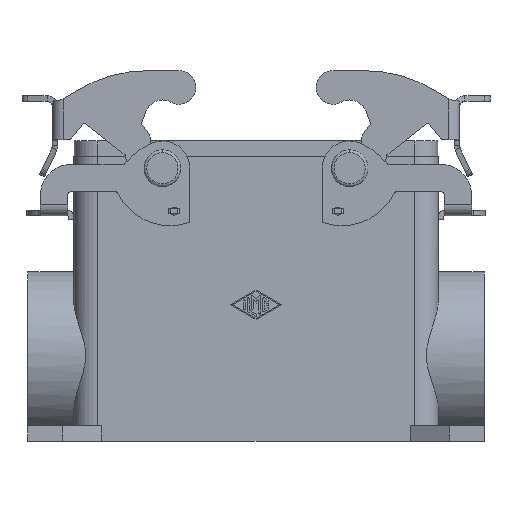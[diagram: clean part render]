
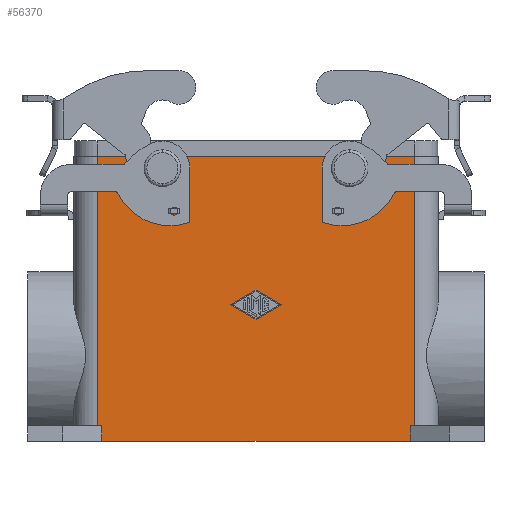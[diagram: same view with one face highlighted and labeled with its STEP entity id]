
A CAD part, front view. The second image highlights one B-rep face of the part: STEP entity #56370.
In plain terms, the highlighted planar face has unit normal (0, -1, 0).
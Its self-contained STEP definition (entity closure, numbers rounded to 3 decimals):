
#15620=CARTESIAN_POINT('',(0.,-22.25,1.5)
);
#15630=VERTEX_POINT('',#15620);
#15810=CARTESIAN_POINT('',(0.,-22.25,
-1.5));
#15820=VERTEX_POINT('',#15810);
#15850=CARTESIAN_POINT('',(0.,-22.25,0.));
#15860=DIRECTION('',(0.,1.,0.));
#15870=DIRECTION('',(0.,0.,1.));
#15880=AXIS2_PLACEMENT_3D('',#15850,#15860,#15870);
#15890=CIRCLE('',#15880,1.5);
#15900=EDGE_CURVE('',#15820,#15630,#15890,.T.);
#20740=CARTESIAN_POINT('',(-48.,-22.25,-1.5));
#20750=VERTEX_POINT('',#20740);
#20800=CARTESIAN_POINT('',(-48.,-22.25,0.));
#20810=DIRECTION('',(0.,1.,0.));
#20820=DIRECTION('',(0.,0.,1.));
#20830=AXIS2_PLACEMENT_3D('',#20800,#20810,#20820);
#20840=CIRCLE('',#20830,1.5);
#20850=CARTESIAN_POINT('',(-48.,-22.25,1.5));
#20860=VERTEX_POINT('',#20850);
#20870=EDGE_CURVE('',#20750,#20860,#20840,.T.);
#45970=CARTESIAN_POINT('',(-24.,-22.25,-38.749));
#45980=VERTEX_POINT('',#45970);
#46030=CARTESIAN_POINT('',(-24.,-22.25,-38.749));
#46040=DIRECTION('',(-0.866,0.,0.5));
#46050=VECTOR('',#46040,7.504);
#46060=LINE('',#46030,#46050);
#46070=CARTESIAN_POINT('',(-30.5,-22.25,-35.));
#46080=VERTEX_POINT('',#46070);
#46090=EDGE_CURVE('',#45980,#46080,#46060,.T.);
#46440=CARTESIAN_POINT('',(-17.5,-22.25,-35.));
#46450=VERTEX_POINT('',#46440);
#46500=CARTESIAN_POINT('',(-17.5,-22.25,-35.));
#46510=DIRECTION('',(-0.866,0.,-0.5));
#46520=VECTOR('',#46510,7.504);
#46530=LINE('',#46500,#46520);
#46540=EDGE_CURVE('',#46450,#45980,#46530,.T.);
#46820=CARTESIAN_POINT('',(-24.,-22.25,-31.251));
#46830=VERTEX_POINT('',#46820);
#46880=CARTESIAN_POINT('',(-24.,-22.25,-31.251));
#46890=DIRECTION('',(0.866,0.,-0.5));
#46900=VECTOR('',#46890,7.504);
#46910=LINE('',#46880,#46900);
#46920=EDGE_CURVE('',#46830,#46450,#46910,.T.);
#47170=CARTESIAN_POINT('',(-30.5,-22.25,-35.));
#47180=DIRECTION('',(0.866,0.,0.5));
#47190=VECTOR('',#47180,7.504);
#47200=LINE('',#47170,#47190);
#47210=EDGE_CURVE('',#46080,#46830,#47200,.T.);
#55500=CARTESIAN_POINT('',(15.5,-22.25,-70.));
#55510=DIRECTION('',(0.,-1.,0.));
#55520=DIRECTION('',(0.,0.,-1.));
#55530=AXIS2_PLACEMENT_3D('',#55500,#55510,#55520);
#55540=PLANE('',#55530);
#55550=CARTESIAN_POINT('',(-63.5,-22.25,-66.));
#55560=DIRECTION('',(-1.,0.,0.));
#55570=VECTOR('',#55560,1.25);
#55580=LINE('',#55550,#55570);
#55590=CARTESIAN_POINT('',(-63.5,-22.25,-66.));
#55600=VERTEX_POINT('',#55590);
#55610=CARTESIAN_POINT('',(-64.75,-22.25,-66.));
#55620=VERTEX_POINT('',#55610);
#55630=EDGE_CURVE('',#55600,#55620,#55580,.T.);
#55640=ORIENTED_EDGE('',*,*,#55630,.F.);
#55650=CARTESIAN_POINT('',(-64.75,-22.25,-66.));
#55660=DIRECTION('',(0.,0.,1.));
#55670=VECTOR('',#55660,69.);
#55680=LINE('',#55650,#55670);
#55690=CARTESIAN_POINT('',(-64.75,-22.25,3.));
#55700=VERTEX_POINT('',#55690);
#55710=EDGE_CURVE('',#55620,#55700,#55680,.T.);
#55720=ORIENTED_EDGE('',*,*,#55710,.F.);
#55730=CARTESIAN_POINT('',(16.75,-22.25,3.));
#55740=DIRECTION('',(-1.,0.,0.));
#55750=VECTOR('',#55740,81.5);
#55760=LINE('',#55730,#55750);
#55770=CARTESIAN_POINT('',(16.75,-22.25,3.));
#55780=VERTEX_POINT('',#55770);
#55790=EDGE_CURVE('',#55780,#55700,#55760,.T.);
#55800=ORIENTED_EDGE('',*,*,#55790,.T.);
#55810=CARTESIAN_POINT('',(16.75,-22.25,-66.));
#55820=DIRECTION('',(0.,0.,1.));
#55830=VECTOR('',#55820,69.);
#55840=LINE('',#55810,#55830);
#55850=CARTESIAN_POINT('',(16.75,-22.25,-66.));
#55860=VERTEX_POINT('',#55850);
#55870=EDGE_CURVE('',#55860,#55780,#55840,.T.);
#55880=ORIENTED_EDGE('',*,*,#55870,.T.);
#55890=CARTESIAN_POINT('',(16.75,-22.25,-66.));
#55900=DIRECTION('',(-1.,0.,0.));
#55910=VECTOR('',#55900,1.25);
#55920=LINE('',#55890,#55910);
#55930=CARTESIAN_POINT('',(15.5,-22.25,-66.));
#55940=VERTEX_POINT('',#55930);
#55950=EDGE_CURVE('',#55860,#55940,#55920,.T.);
#55960=ORIENTED_EDGE('',*,*,#55950,.F.);
#55970=CARTESIAN_POINT('',(15.5,-22.25,-70.));
#55980=DIRECTION('',(0.,0.,1.));
#55990=VECTOR('',#55980,4.);
#56000=LINE('',#55970,#55990);
#56010=CARTESIAN_POINT('',(15.5,-22.25,-70.));
#56020=VERTEX_POINT('',#56010);
#56030=EDGE_CURVE('',#56020,#55940,#56000,.T.);
#56040=ORIENTED_EDGE('',*,*,#56030,.T.);
#56050=CARTESIAN_POINT('',(15.5,-22.25,-70.));
#56060=DIRECTION('',(-1.,0.,0.));
#56070=VECTOR('',#56060,79.);
#56080=LINE('',#56050,#56070);
#56090=CARTESIAN_POINT('',(-63.5,-22.25,-70.));
#56100=VERTEX_POINT('',#56090);
#56110=EDGE_CURVE('',#56020,#56100,#56080,.T.);
#56120=ORIENTED_EDGE('',*,*,#56110,.F.);
#56130=CARTESIAN_POINT('',(-63.5,-22.25,-70.));
#56140=DIRECTION('',(0.,0.,1.));
#56150=VECTOR('',#56140,4.);
#56160=LINE('',#56130,#56150);
#56170=EDGE_CURVE('',#56100,#55600,#56160,.T.);
#56180=ORIENTED_EDGE('',*,*,#56170,.F.);
#56190=EDGE_LOOP('',(#56180,#56120,#56040,#55960,#55880,#55800,#55720,
#55640));
#56200=FACE_OUTER_BOUND('',#56190,.T.);
#56210=EDGE_CURVE('',#15630,#15820,#15890,.T.);
#56220=ORIENTED_EDGE('',*,*,#56210,.T.);
#56230=ORIENTED_EDGE('',*,*,#15900,.T.);
#56240=EDGE_LOOP('',(#56230,#56220));
#56250=FACE_BOUND('',#56240,.T.);
#56260=ORIENTED_EDGE('',*,*,#20870,.T.);
#56270=EDGE_CURVE('',#20860,#20750,#20840,.T.);
#56280=ORIENTED_EDGE('',*,*,#56270,.T.);
#56290=EDGE_LOOP('',(#56280,#56260));
#56300=FACE_BOUND('',#56290,.T.);
#56310=ORIENTED_EDGE('',*,*,#46540,.T.);
#56320=ORIENTED_EDGE('',*,*,#46920,.T.);
#56330=ORIENTED_EDGE('',*,*,#47210,.T.);
#56340=ORIENTED_EDGE('',*,*,#46090,.T.);
#56350=EDGE_LOOP('',(#56340,#56330,#56320,#56310));
#56360=FACE_BOUND('',#56350,.T.);
#56370=ADVANCED_FACE('',(#56200,#56250,#56300,#56360),#55540,.T.);
